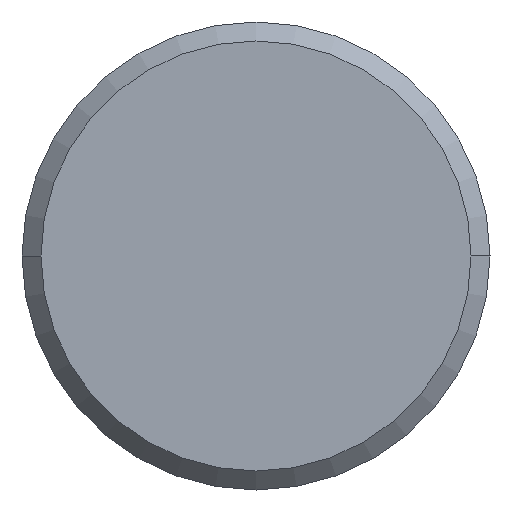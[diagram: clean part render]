
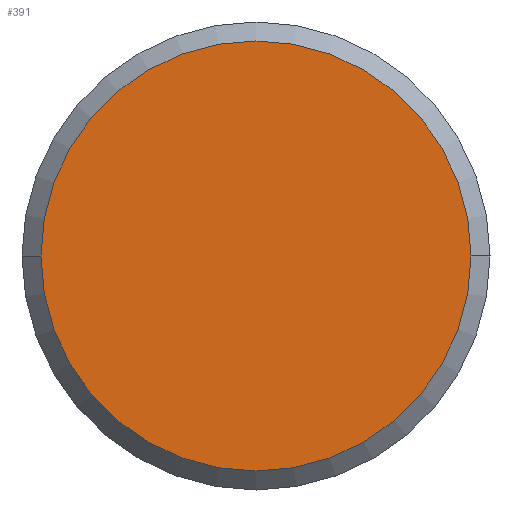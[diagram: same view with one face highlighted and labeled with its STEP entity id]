
A CAD part, front view. The second image highlights one B-rep face of the part: STEP entity #391.
In plain terms, the highlighted planar face has unit normal (0, -1, 0).
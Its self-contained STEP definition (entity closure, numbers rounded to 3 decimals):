
#225=VERTEX_POINT('',#566);
#243=VERTEX_POINT('',#585);
#335=EDGE_CURVE('',#225,#243,#687,.T.);
#369=EDGE_CURVE('',#243,#225,#725,.T.);
#391=ADVANCED_FACE('',(#747),#748,.T.);
#566=CARTESIAN_POINT('',(-9.188,-27.406,0.0));
#585=CARTESIAN_POINT('',(9.188,-27.406,0.));
#687=CIRCLE('',#1155,9.188);
#725=CIRCLE('',#1229,9.188);
#747=FACE_OUTER_BOUND('',#1256,.T.);
#748=PLANE('',#1257);
#1155=AXIS2_PLACEMENT_3D('',#1677,#1678,#1679);
#1229=AXIS2_PLACEMENT_3D('',#1726,#1727,#1728);
#1256=EDGE_LOOP('',(#1740,#1741));
#1257=AXIS2_PLACEMENT_3D('',#1742,#1743,#1744);
#1677=CARTESIAN_POINT('',(0.,-27.406,0.0));
#1678=DIRECTION('',(0.,1.0,0.0));
#1679=DIRECTION('',(-1.0,0.,0.0));
#1726=CARTESIAN_POINT('',(0.,-27.406,0.0));
#1727=DIRECTION('',(0.,1.0,0.0));
#1728=DIRECTION('',(-1.0,0.,0.0));
#1740=ORIENTED_EDGE('',*,*,#335,.F.);
#1741=ORIENTED_EDGE('',*,*,#369,.F.);
#1742=CARTESIAN_POINT('',(-4.594,-27.406,0.0));
#1743=DIRECTION('',(0.,-1.0,0.0));
#1744=DIRECTION('',(1.0,0.,0.0));
